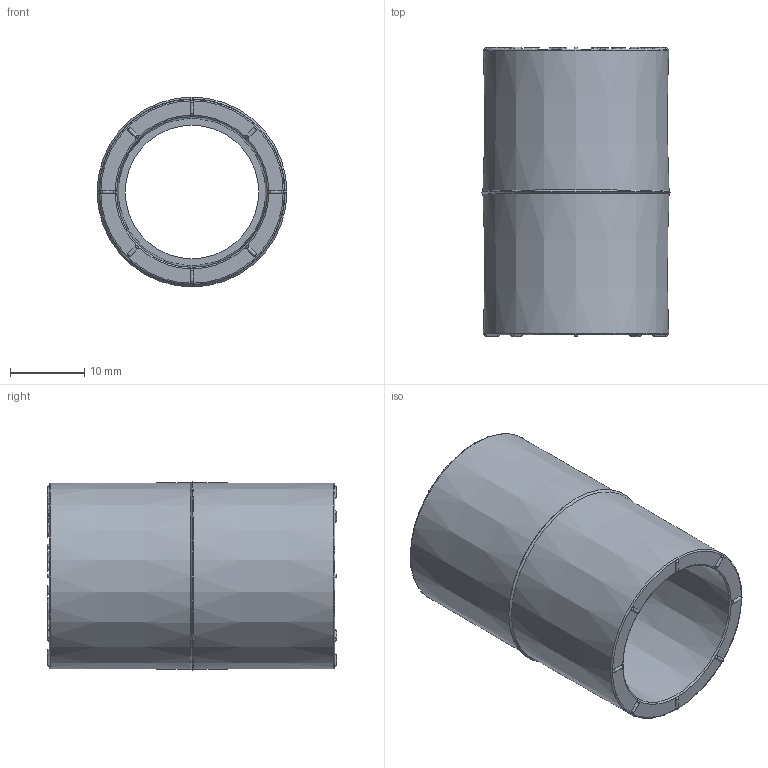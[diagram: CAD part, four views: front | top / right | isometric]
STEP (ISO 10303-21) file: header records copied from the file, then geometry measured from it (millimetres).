
FILE_DESCRIPTION(/* description */ (''),/* implementation_level */ '2;1');
FILE_NAME(/* name */ '20套管.stp',/* time_stamp */ '2024-07-13T09:30:39+08:00',/* author */ (''),/* organization */ (''),/* preprocessor_version */ 'ST-DEVELOPER v16',/* originating_system */ 'SIEMENS PLM Software NX 10.0',/* authorisation */ '');
FILE_SCHEMA (('AUTOMOTIVE_DESIGN { 1 0 10303 214 3 1 1 1 }'));
Length unit declared in the file: millimetre
Products named in the file (1): gelv12E0D7B8jcmc
Bounding box: 25.61 x 39 x 25.61 mm (x, y, z)
Volume: 7167.5 mm3; surface area: 5906 mm2
Topology: 1 solids, 1 shells, 1092 faces, 3153 edges, 2067 vertices
Faces by surface type: plane 1019, sphere 32, cylinder 23, extrusion 8, cone 6, torus 4
Full cylindrical faces by diameter (mm): 0.7 x1, 1 x1, 18 x1
Entity records: 39437 total; most frequent: CARTESIAN_POINT 14676, ORIENTED_EDGE 6212, DIRECTION 3497, EDGE_CURVE 3106, VERTEX_POINT 2065, B_SPLINE_CURVE_WITH_KNOTS 1946, AXIS2_PLACEMENT_3D 1236, EDGE_LOOP 1143
